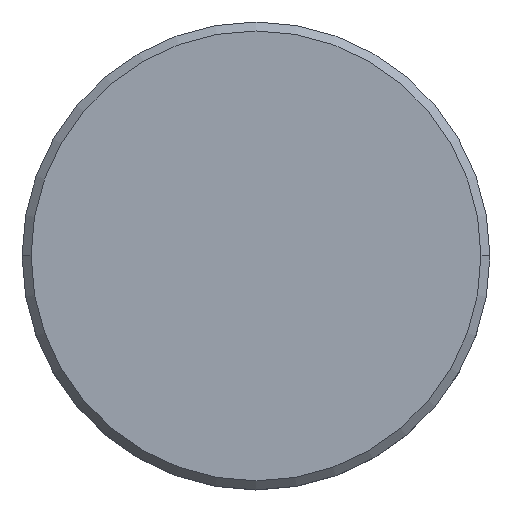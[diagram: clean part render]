
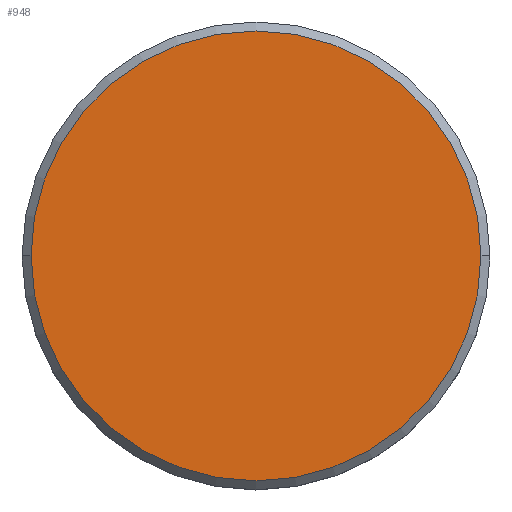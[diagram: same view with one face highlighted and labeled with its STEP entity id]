
A CAD part, top view. The second image highlights one B-rep face of the part: STEP entity #948.
In plain terms, the highlighted planar face has unit normal (0, 0, 1).
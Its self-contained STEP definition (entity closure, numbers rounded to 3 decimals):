
#17 = EDGE_CURVE ( 'NONE', #963, #876, #1086, .T. ) ;
#150 = CARTESIAN_POINT ( 'NONE',  ( 0., 0., 0. ) ) ;
#245 = AXIS2_PLACEMENT_3D ( 'NONE', #744, #850, #285 ) ;
#285 = DIRECTION ( 'NONE',  ( 1., 0., 0. ) ) ;
#312 = EDGE_CURVE ( 'NONE', #876, #963, #460, .T. ) ;
#367 = ORIENTED_EDGE ( 'NONE', *, *, #17, .T. ) ;
#423 = DIRECTION ( 'NONE',  ( 0., 0., 1. ) ) ;
#437 = DIRECTION ( 'NONE',  ( 0., 0., 1. ) ) ;
#460 = CIRCLE ( 'NONE', #245, 12.5 ) ;
#531 = CARTESIAN_POINT ( 'NONE',  ( 0., 0., 0. ) ) ;
#537 = FACE_OUTER_BOUND ( 'NONE', #1132, .T. ) ;
#567 = ORIENTED_EDGE ( 'NONE', *, *, #312, .T. ) ;
#608 = DIRECTION ( 'NONE',  ( 1., 0., 0. ) ) ;
#708 = AXIS2_PLACEMENT_3D ( 'NONE', #150, #423, #608 ) ;
#721 = DIRECTION ( 'NONE',  ( 1., 0., 0. ) ) ;
#744 = CARTESIAN_POINT ( 'NONE',  ( 0., 0., 0. ) ) ;
#850 = DIRECTION ( 'NONE',  ( 0., 0., 1. ) ) ;
#876 = VERTEX_POINT ( 'NONE', #1037 ) ;
#890 = PLANE ( 'NONE',  #935 ) ;
#935 = AXIS2_PLACEMENT_3D ( 'NONE', #531, #437, #721 ) ;
#948 = ADVANCED_FACE ( 'NONE', ( #537 ), #890, .T. ) ;
#963 = VERTEX_POINT ( 'NONE', #1003 ) ;
#1003 = CARTESIAN_POINT ( 'NONE',  ( -12.5, 0., 0. ) ) ;
#1037 = CARTESIAN_POINT ( 'NONE',  ( 12.5, 0., 0. ) ) ;
#1086 = CIRCLE ( 'NONE', #708, 12.5 ) ;
#1132 = EDGE_LOOP ( 'NONE', ( #367, #567 ) ) ;
